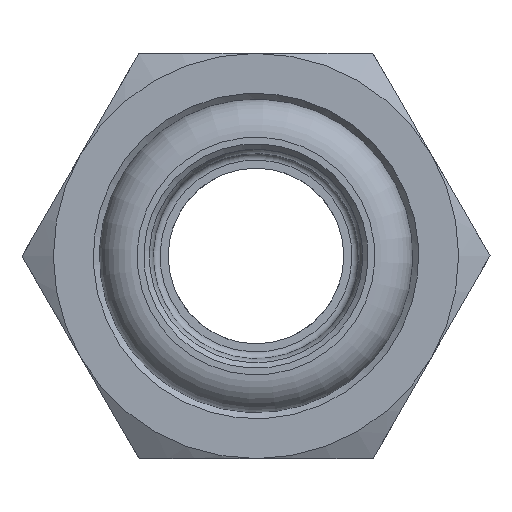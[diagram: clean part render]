
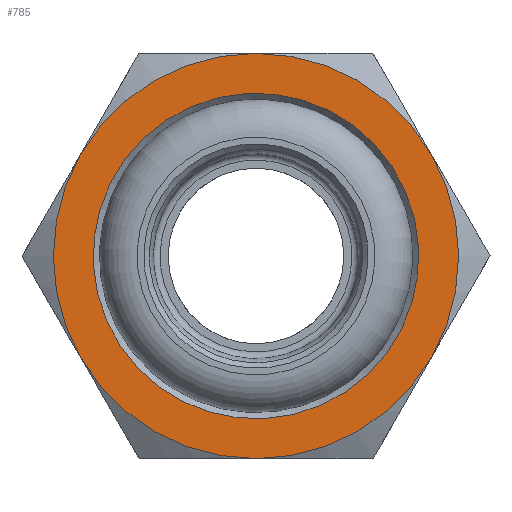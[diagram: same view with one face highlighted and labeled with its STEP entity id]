
A CAD part, left-side view. The second image highlights one B-rep face of the part: STEP entity #785.
In plain terms, the highlighted planar face has unit normal (-1, 0, 0).
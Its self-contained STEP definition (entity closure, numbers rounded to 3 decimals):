
#48=FACE_BOUND('',#197,.T.);
#62=PLANE('',#914);
#138=FACE_OUTER_BOUND('',#196,.T.);
#196=EDGE_LOOP('',(#656,#657,#658,#659,#660,#661));
#197=EDGE_LOOP('',(#662));
#285=CIRCLE('',#880,15.);
#286=CIRCLE('',#882,15.);
#287=CIRCLE('',#884,15.);
#288=CIRCLE('',#886,15.);
#289=CIRCLE('',#888,15.);
#290=CIRCLE('',#890,15.);
#300=CIRCLE('',#915,12.05);
#331=VERTEX_POINT('',#1260);
#340=VERTEX_POINT('',#1315);
#341=VERTEX_POINT('',#1316);
#344=VERTEX_POINT('',#1330);
#345=VERTEX_POINT('',#1336);
#347=VERTEX_POINT('',#1346);
#361=VERTEX_POINT('',#1437);
#421=EDGE_CURVE('',#340,#341,#285,.T.);
#425=EDGE_CURVE('',#341,#344,#286,.T.);
#427=EDGE_CURVE('',#344,#345,#287,.T.);
#430=EDGE_CURVE('',#345,#347,#288,.T.);
#434=EDGE_CURVE('',#347,#331,#289,.T.);
#435=EDGE_CURVE('',#331,#340,#290,.T.);
#462=EDGE_CURVE('',#361,#361,#300,.T.);
#656=ORIENTED_EDGE('',*,*,#421,.F.);
#657=ORIENTED_EDGE('',*,*,#435,.F.);
#658=ORIENTED_EDGE('',*,*,#434,.F.);
#659=ORIENTED_EDGE('',*,*,#430,.F.);
#660=ORIENTED_EDGE('',*,*,#427,.F.);
#661=ORIENTED_EDGE('',*,*,#425,.F.);
#662=ORIENTED_EDGE('',*,*,#462,.T.);
#785=ADVANCED_FACE('',(#138,#48),#62,.F.);
#880=AXIS2_PLACEMENT_3D('',#1317,#1071,#1072);
#882=AXIS2_PLACEMENT_3D('',#1331,#1075,#1076);
#884=AXIS2_PLACEMENT_3D('',#1337,#1079,#1080);
#886=AXIS2_PLACEMENT_3D('',#1347,#1083,#1084);
#888=AXIS2_PLACEMENT_3D('',#1359,#1087,#1088);
#890=AXIS2_PLACEMENT_3D('',#1361,#1091,#1092);
#914=AXIS2_PLACEMENT_3D('',#1436,#1145,#1146);
#915=AXIS2_PLACEMENT_3D('',#1438,#1147,#1148);
#1071=DIRECTION('center_axis',(1.,0.,0.));
#1072=DIRECTION('ref_axis',(0.,-0.98,-0.199));
#1075=DIRECTION('center_axis',(1.,0.,0.));
#1076=DIRECTION('ref_axis',(0.,-0.98,-0.199));
#1079=DIRECTION('center_axis',(1.,0.,0.));
#1080=DIRECTION('ref_axis',(0.,-0.98,-0.199));
#1083=DIRECTION('center_axis',(1.,0.,0.));
#1084=DIRECTION('ref_axis',(0.,-0.98,-0.199));
#1087=DIRECTION('center_axis',(1.,0.,0.));
#1088=DIRECTION('ref_axis',(0.,-0.98,-0.199));
#1091=DIRECTION('center_axis',(1.,0.,0.));
#1092=DIRECTION('ref_axis',(0.,-0.98,-0.199));
#1145=DIRECTION('center_axis',(1.,0.,0.));
#1146=DIRECTION('ref_axis',(0.,1.,-0.001));
#1147=DIRECTION('center_axis',(1.,0.,0.));
#1148=DIRECTION('ref_axis',(0.,-0.98,-0.199));
#1260=CARTESIAN_POINT('',(21.1,0.014,15.));
#1315=CARTESIAN_POINT('',(21.1,-12.983,7.512));
#1316=CARTESIAN_POINT('',(21.1,-12.997,-7.488));
#1317=CARTESIAN_POINT('Origin',(21.1,0.,0.));
#1330=CARTESIAN_POINT('',(21.1,-0.014,-15.));
#1331=CARTESIAN_POINT('Origin',(21.1,0.,0.));
#1336=CARTESIAN_POINT('',(21.1,12.983,-7.512));
#1337=CARTESIAN_POINT('Origin',(21.1,0.,0.));
#1346=CARTESIAN_POINT('',(21.1,12.997,7.488));
#1347=CARTESIAN_POINT('Origin',(21.1,0.,0.));
#1359=CARTESIAN_POINT('Origin',(21.1,0.,0.));
#1361=CARTESIAN_POINT('Origin',(21.1,0.,0.));
#1436=CARTESIAN_POINT('Origin',(21.1,11.05,-0.01));
#1437=CARTESIAN_POINT('',(21.1,10.766,5.412));
#1438=CARTESIAN_POINT('Origin',(21.1,0.,0.));
